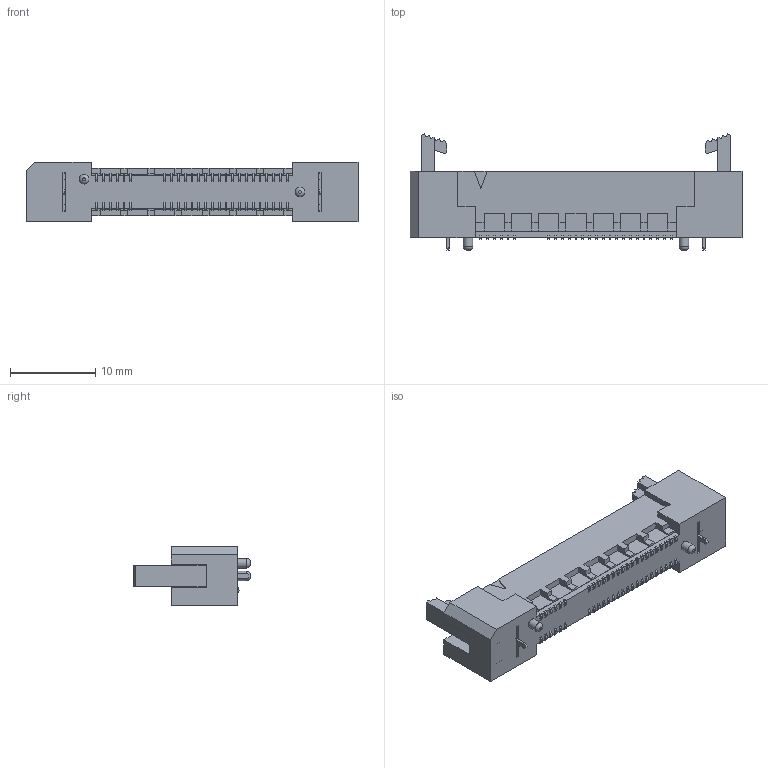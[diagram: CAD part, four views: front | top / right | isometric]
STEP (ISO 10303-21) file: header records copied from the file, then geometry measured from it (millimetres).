
FILE_DESCRIPTION(/* description */ ('STEP AP214'),/* implementation_level */ '2;1');
FILE_NAME(/* name */ 'HSEC8-125-01-S-DV-A-BL',/* time_stamp */ '2024-06-13T21:30:07+02:00',/* author */ ('License CC BY-ND 4.0'),/* organization */ ('CADENAS'),/* preprocessor_version */ 'ST-DEVELOPER v19.3',/* originating_system */ 'PARTsolutions',/* authorisation */ ' ');
FILE_SCHEMA (('AUTOMOTIVE_DESIGN {1 0 10303 214 3 1 1}'));
Products named in the file (8): HSEC8-125-01-S-DV-A-BL; HSEC8-125-01-S-DV-A-BLter; LTC-04; C-188-02-Pin-6--S-01; C-188-02-Pin-6--L-012; C-188-02-Pin-19--S-01; C-188-02-Pin-19--L-012; WT-25-02-T-Latching Option-BL
Assembly tree (9 placements, depth 2):
  HSEC8-125-01-S-DV-A-BL
    HSEC8-125-01-S-DV-A-BLter
    LTC-04  x2
    C-188-02-Pin-6--S-01
    C-188-02-Pin-6--L-012
    C-188-02-Pin-19--S-01
    C-188-02-Pin-19--L-012
    WT-25-02-T-Latching Option-BL  x2
Bounding box: 39.05 x 13.7 x 7 mm (x, y, z)
Volume: 1300.9 mm3; surface area: 3218.4 mm2
Topology: 9 solids, 9 shells, 2240 faces, 6646 edges, 4428 vertices
Faces by surface type: plane 1632, cylinder 606, torus 2
Full cylindrical faces by diameter (mm): 1.12 x2, 2.3 x2
Entity records: 73544 total; most frequent: CARTESIAN_POINT 13082, ORIENTED_EDGE 13050, DIRECTION 12251, EDGE_CURVE 6525, LINE 5213, VECTOR 5213, VERTEX_POINT 4350, AXIS2_PLACEMENT_3D 3519
